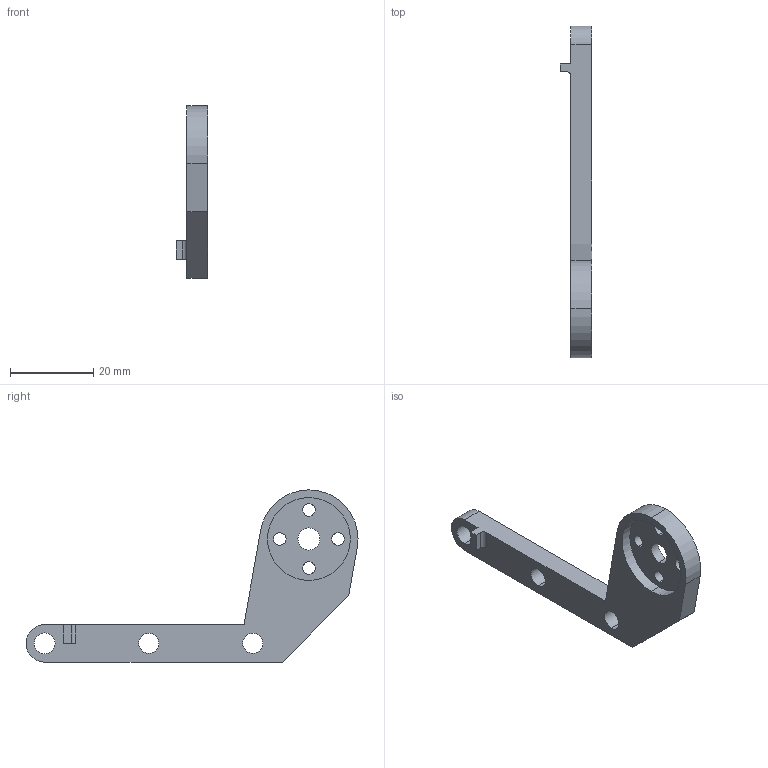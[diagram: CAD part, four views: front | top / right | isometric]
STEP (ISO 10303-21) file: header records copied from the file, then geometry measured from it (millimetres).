
FILE_DESCRIPTION (( 'STEP AP203' ), '1' );
FILE_NAME ('Pivot Arm.STEP', '2026-02-15T00:34:49', ( '' ), ( '' ), 'SwSTEP 2.0', 'SolidWorks 2025', '' );
FILE_SCHEMA (( 'CONFIG_CONTROL_DESIGN' ));
Length unit declared in the file: millimetre
Products named in the file (1): Pivot Arm
Bounding box: 7.5 x 79.8 x 41.39 mm (x, y, z)
Volume: 5195.5 mm3; surface area: 3966.7 mm2
Topology: 1 solids, 1 shells, 35 faces, 96 edges, 64 vertices
Faces by surface type: cylinder 22, plane 13
Entity records: 1243 total; most frequent: DIRECTION 212, CARTESIAN_POINT 196, ORIENTED_EDGE 192, EDGE_CURVE 96, AXIS2_PLACEMENT_3D 80, VERTEX_POINT 64, EDGE_LOOP 52, LINE 52
